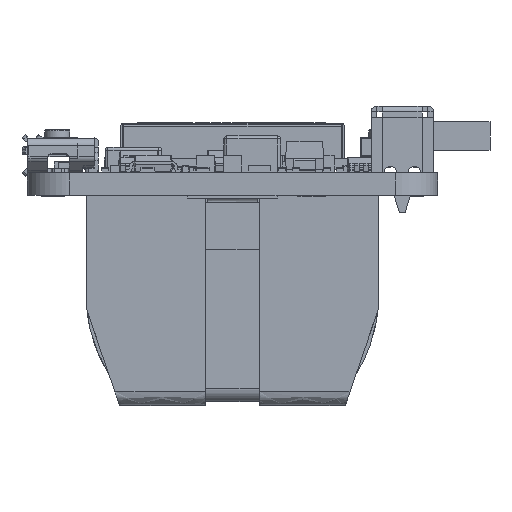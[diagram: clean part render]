
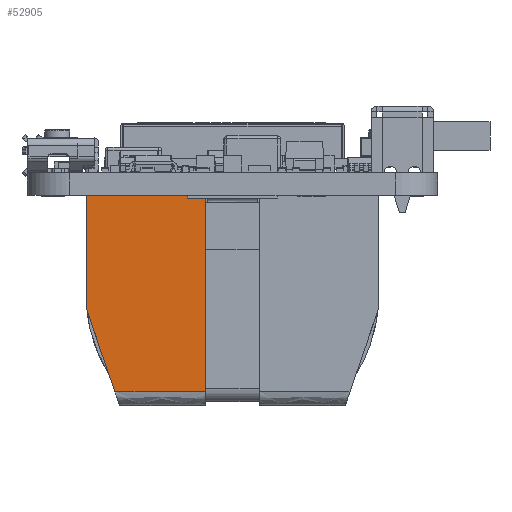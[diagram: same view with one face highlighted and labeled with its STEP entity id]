
A CAD part, front view. The second image highlights one B-rep face of the part: STEP entity #52905.
In plain terms, the highlighted free-form (B-spline) face has degree [1, 1] with [2, 2] control points.
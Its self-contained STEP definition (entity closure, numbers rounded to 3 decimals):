
#52794 = VERTEX_POINT('',#52795);
#52795 = CARTESIAN_POINT('',(-10.049,7.176,
    -1.557));
#52890 = VERTEX_POINT('',#52891);
#52891 = CARTESIAN_POINT('',(-10.049,7.312,
    -9.344));
#52896 = EDGE_CURVE('',#52794,#52890,#52897,.T.);
#52897 = B_SPLINE_CURVE_WITH_KNOTS('',1,(#52898,#52899),.UNSPECIFIED.,
  .F.,.F.,(2,2),(-14.857,-6.855),
  .PIECEWISE_BEZIER_KNOTS.);
#52898 = CARTESIAN_POINT('',(-10.049,7.176,
    -1.557));
#52899 = CARTESIAN_POINT('',(-10.049,7.312,
    -9.344));
#52905 = ADVANCED_FACE('',(#52906),#52935,.T.);
#52906 = FACE_BOUND('',#52907,.T.);
#52907 = EDGE_LOOP('',(#52908,#52915,#52922,#52929,#52934));
#52908 = ORIENTED_EDGE('',*,*,#52909,.F.);
#52909 = EDGE_CURVE('',#52910,#52890,#52912,.T.);
#52910 = VERTEX_POINT('',#52911);
#52911 = CARTESIAN_POINT('',(-8.085,7.411,
    -15.048));
#52912 = B_SPLINE_CURVE_WITH_KNOTS('',1,(#52913,#52914),.UNSPECIFIED.,
  .F.,.F.,(2,2),(43.469,49.667),
  .PIECEWISE_BEZIER_KNOTS.);
#52913 = CARTESIAN_POINT('',(-8.085,7.411,
    -15.048));
#52914 = CARTESIAN_POINT('',(-10.049,7.312,
    -9.344));
#52915 = ORIENTED_EDGE('',*,*,#52916,.T.);
#52916 = EDGE_CURVE('',#52910,#52917,#52919,.T.);
#52917 = VERTEX_POINT('',#52918);
#52918 = CARTESIAN_POINT('',(-1.854,7.411,
    -15.048));
#52919 = B_SPLINE_CURVE_WITH_KNOTS('',1,(#52920,#52921),.UNSPECIFIED.,
  .F.,.F.,(2,2),(-122.645,-116.243),
  .PIECEWISE_BEZIER_KNOTS.);
#52920 = CARTESIAN_POINT('',(-8.085,7.411,
    -15.048));
#52921 = CARTESIAN_POINT('',(-1.854,7.411,
    -15.048));
#52922 = ORIENTED_EDGE('',*,*,#52923,.T.);
#52923 = EDGE_CURVE('',#52917,#52924,#52926,.T.);
#52924 = VERTEX_POINT('',#52925);
#52925 = CARTESIAN_POINT('',(-1.854,7.176,
    -1.557));
#52926 = B_SPLINE_CURVE_WITH_KNOTS('',1,(#52927,#52928),.UNSPECIFIED.,
  .F.,.F.,(2,2),(1.044,14.907),
  .PIECEWISE_BEZIER_KNOTS.);
#52927 = CARTESIAN_POINT('',(-1.854,7.411,
    -15.048));
#52928 = CARTESIAN_POINT('',(-1.854,7.176,
    -1.557));
#52929 = ORIENTED_EDGE('',*,*,#52930,.T.);
#52930 = EDGE_CURVE('',#52924,#52794,#52931,.T.);
#52931 = B_SPLINE_CURVE_WITH_KNOTS('',1,(#52932,#52933),.UNSPECIFIED.,
  .F.,.F.,(2,2),(0.,8.42),.PIECEWISE_BEZIER_KNOTS.);
#52932 = CARTESIAN_POINT('',(-1.854,7.176,
    -1.557));
#52933 = CARTESIAN_POINT('',(-10.049,7.176,
    -1.557));
#52934 = ORIENTED_EDGE('',*,*,#52896,.T.);
#52935 = B_SPLINE_SURFACE_WITH_KNOTS('',1,1,(
    (#52936,#52937)
    ,(#52938,#52939
    )),.UNSPECIFIED.,.F.,.F.,.F.,(2,2),(2,2),(-17.612,
    -3.749),(-124.663,-116.243),
  .PIECEWISE_BEZIER_KNOTS.);
#52936 = CARTESIAN_POINT('',(-10.049,7.176,
    -1.557));
#52937 = CARTESIAN_POINT('',(-1.854,7.176,
    -1.557));
#52938 = CARTESIAN_POINT('',(-10.049,7.411,
    -15.048));
#52939 = CARTESIAN_POINT('',(-1.854,7.411,
    -15.048));
